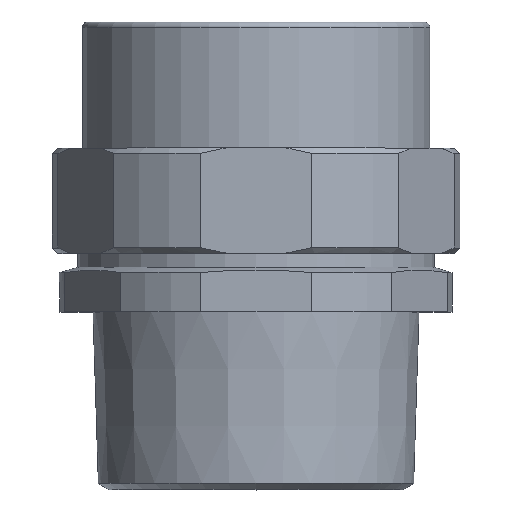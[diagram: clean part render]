
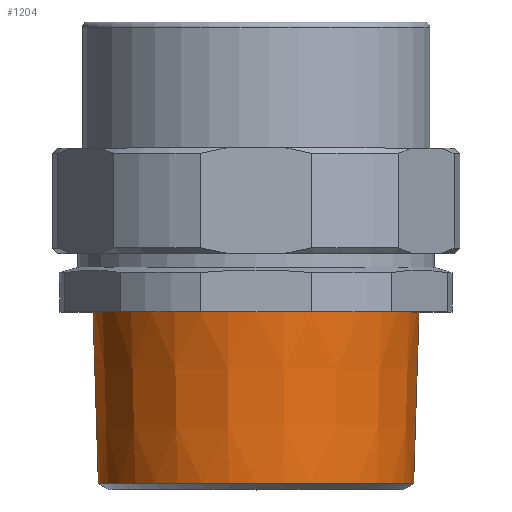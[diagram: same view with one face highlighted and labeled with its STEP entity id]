
A CAD part, top view. The second image highlights one B-rep face of the part: STEP entity #1204.
In plain terms, the highlighted conical face has half-angle 1.789 degrees and reference radius 23.609 mm.
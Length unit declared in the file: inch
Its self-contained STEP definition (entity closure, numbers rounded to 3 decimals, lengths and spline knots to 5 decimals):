
#18=CONICAL_SURFACE('',#1306,0.92948,0.031);
#73=CIRCLE('',#1288,0.945);
#74=CIRCLE('',#1289,0.945);
#84=CIRCLE('',#1307,0.91396);
#85=CIRCLE('',#1308,0.91396);
#170=FACE_OUTER_BOUND('',#234,.T.);
#234=EDGE_LOOP('',(#825,#826,#827,#828,#829,#830));
#308=LINE('',#1897,#369);
#369=VECTOR('',#1516,0.92948);
#465=VERTEX_POINT('',#1868);
#466=VERTEX_POINT('',#1869);
#470=VERTEX_POINT('',#1893);
#471=VERTEX_POINT('',#1894);
#595=EDGE_CURVE('',#465,#466,#73,.T.);
#596=EDGE_CURVE('',#466,#465,#74,.T.);
#607=EDGE_CURVE('',#470,#471,#84,.T.);
#608=EDGE_CURVE('',#471,#470,#85,.T.);
#609=EDGE_CURVE('',#471,#466,#308,.T.);
#825=ORIENTED_EDGE('',*,*,#607,.F.);
#826=ORIENTED_EDGE('',*,*,#608,.F.);
#827=ORIENTED_EDGE('',*,*,#609,.T.);
#828=ORIENTED_EDGE('',*,*,#596,.T.);
#829=ORIENTED_EDGE('',*,*,#595,.T.);
#830=ORIENTED_EDGE('',*,*,#609,.F.);
#1204=ADVANCED_FACE('',(#170),#18,.T.);
#1288=AXIS2_PLACEMENT_3D('',#1870,#1473,#1474);
#1289=AXIS2_PLACEMENT_3D('',#1871,#1475,#1476);
#1306=AXIS2_PLACEMENT_3D('',#1892,#1510,#1511);
#1307=AXIS2_PLACEMENT_3D('',#1895,#1512,#1513);
#1308=AXIS2_PLACEMENT_3D('',#1896,#1514,#1515);
#1473=DIRECTION('center_axis',(0.,-1.,0.));
#1474=DIRECTION('ref_axis',(-1.,0.,0.));
#1475=DIRECTION('center_axis',(0.,-1.,0.));
#1476=DIRECTION('ref_axis',(-1.,0.,0.));
#1510=DIRECTION('center_axis',(0.,1.,0.));
#1511=DIRECTION('ref_axis',(1.,0.,0.));
#1512=DIRECTION('center_axis',(0.,-1.,0.));
#1513=DIRECTION('ref_axis',(-1.,0.,0.));
#1514=DIRECTION('center_axis',(0.,-1.,0.));
#1515=DIRECTION('ref_axis',(-1.,0.,0.));
#1516=DIRECTION('',(-0.031,1.,0.));
#1868=CARTESIAN_POINT('',(0.945,-0.3397,0.));
#1869=CARTESIAN_POINT('',(-0.945,-0.3397,0.));
#1870=CARTESIAN_POINT('Origin',(0.,-0.3397,
0.));
#1871=CARTESIAN_POINT('Origin',(0.,-0.3397,
0.));
#1892=CARTESIAN_POINT('Origin',(0.,-0.83666,
0.));
#1893=CARTESIAN_POINT('',(0.91396,-1.33361,0.));
#1894=CARTESIAN_POINT('',(-0.91396,-1.33361,0.));
#1895=CARTESIAN_POINT('Origin',(0.,-1.33361,
0.));
#1896=CARTESIAN_POINT('Origin',(0.,-1.33361,
0.));
#1897=CARTESIAN_POINT('',(-0.92948,-0.83666,0.));
